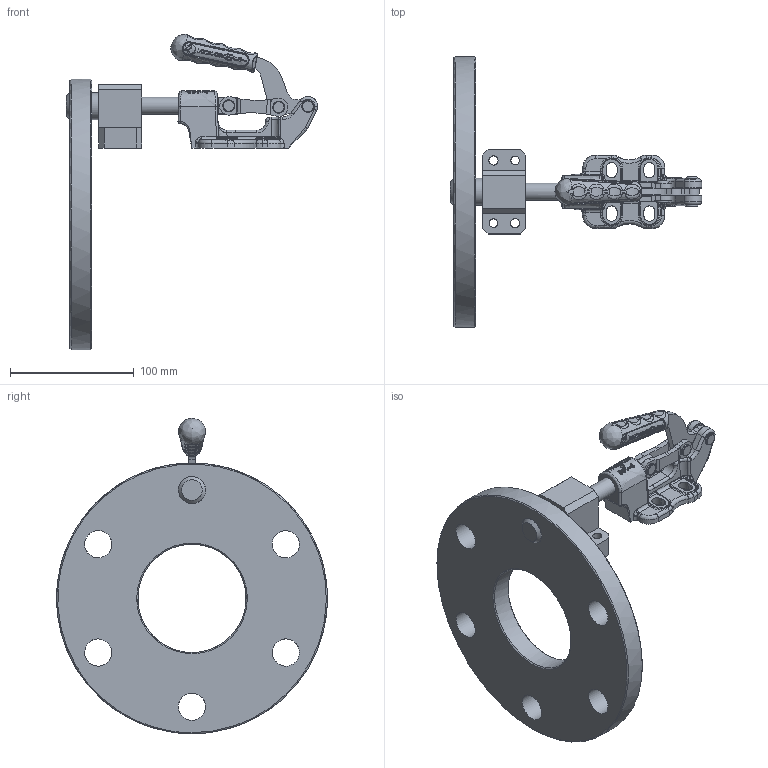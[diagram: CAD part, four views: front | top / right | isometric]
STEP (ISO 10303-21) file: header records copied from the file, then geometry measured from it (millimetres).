
FILE_DESCRIPTION(('FreeCAD Model'),'2;1');
FILE_NAME('Open CASCADE Shape Model','2025-05-04T18:16:40',('FreeCAD'),( 'FreeCAD'),'Open CASCADE STEP processor 7.6','FreeCAD','Unknown');
FILE_SCHEMA(('AUTOMOTIVE_DESIGN { 1 0 10303 214 1 1 1 1 }'));
Products named in the file (1): Open CASCADE STEP translator 7.6 1
Bounding box: 202.89 x 218.65 x 254.8 mm (x, y, z)
Volume: 681416.4 mm3; surface area: 141607.5 mm2
Topology: 9 solids, 10 shells, 2019 faces, 5653 edges, 3442 vertices
Faces by surface type: bspline 2019
Entity records: 74822 total; most frequent: CARTESIAN_POINT 43999, ORIENTED_EDGE 11006, EDGE_CURVE 5504, B_SPLINE_CURVE_WITH_KNOTS 3939, VERTEX_POINT 3437, FACE_BOUND 2114, EDGE_LOOP 2114, ADVANCED_FACE 2019
